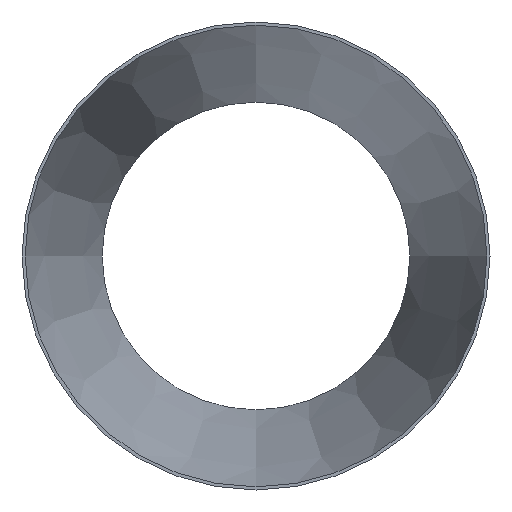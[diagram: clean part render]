
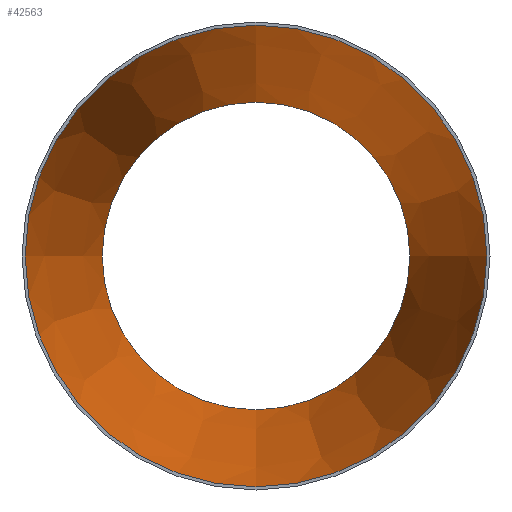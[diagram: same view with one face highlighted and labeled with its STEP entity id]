
A CAD part, front view. The second image highlights one B-rep face of the part: STEP entity #42563.
In plain terms, the highlighted conical face has half-angle 11.136 degrees and reference radius 299.923 mm.
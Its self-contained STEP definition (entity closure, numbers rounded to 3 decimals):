
#470 = CONICAL_SURFACE ( 'NONE', #12283, 299.923, 0.194 ) ;
#5109 = DIRECTION ( 'NONE',  ( 0., 0., -1. ) ) ;
#7279 = CARTESIAN_POINT ( 'NONE',  ( 0., 508., -199.923 ) ) ;
#8420 = VERTEX_POINT ( 'NONE', #42032 ) ;
#8921 = VERTEX_POINT ( 'NONE', #7279 ) ;
#9778 = ORIENTED_EDGE ( 'NONE', *, *, #42346, .T. ) ;
#11450 = CIRCLE ( 'NONE', #17746, 299.923 ) ;
#12283 = AXIS2_PLACEMENT_3D ( 'NONE', #24330, #12496, #12984 ) ;
#12496 = DIRECTION ( 'NONE',  ( 0., -1., 0. ) ) ;
#12984 = DIRECTION ( 'NONE',  ( 0., 0., -1. ) ) ;
#15710 = DIRECTION ( 'NONE',  ( 0., 0., -1. ) ) ;
#17746 = AXIS2_PLACEMENT_3D ( 'NONE', #31739, #27295, #5109 ) ;
#19185 = CARTESIAN_POINT ( 'NONE',  ( 0., 508., 0. ) ) ;
#19910 = FACE_BOUND ( 'NONE', #45334, .T. ) ;
#22905 = EDGE_CURVE ( 'NONE', #8921, #8921, #43385, .T. ) ;
#24330 = CARTESIAN_POINT ( 'NONE',  ( 0., 0., 0. ) ) ;
#27295 = DIRECTION ( 'NONE',  ( 0., -1., 0. ) ) ;
#31739 = CARTESIAN_POINT ( 'NONE',  ( 0., 0., 0. ) ) ;
#34230 = DIRECTION ( 'NONE',  ( 0., -1., 0. ) ) ;
#38591 = EDGE_LOOP ( 'NONE', ( #9778 ) ) ;
#38683 = FACE_OUTER_BOUND ( 'NONE', #38591, .T. ) ;
#41797 = AXIS2_PLACEMENT_3D ( 'NONE', #19185, #34230, #15710 ) ;
#42032 = CARTESIAN_POINT ( 'NONE',  ( 0., 0., -299.923 ) ) ;
#42346 = EDGE_CURVE ( 'NONE', #8420, #8420, #11450, .T. ) ;
#42563 = ADVANCED_FACE ( 'NONE', ( #19910, #38683 ), #470, .F. ) ;
#43385 = CIRCLE ( 'NONE', #41797, 199.923 ) ;
#44626 = ORIENTED_EDGE ( 'NONE', *, *, #22905, .F. ) ;
#45334 = EDGE_LOOP ( 'NONE', ( #44626 ) ) ;
